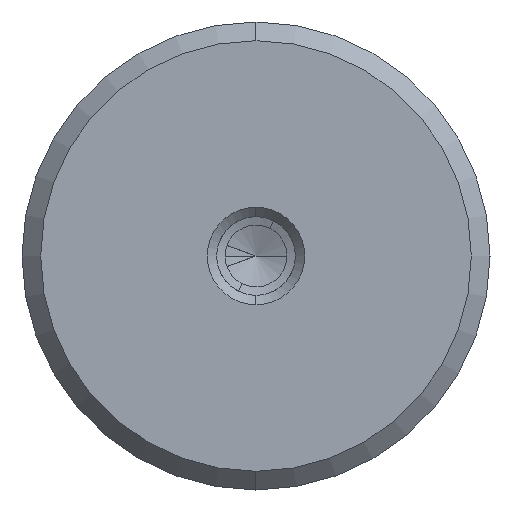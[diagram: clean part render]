
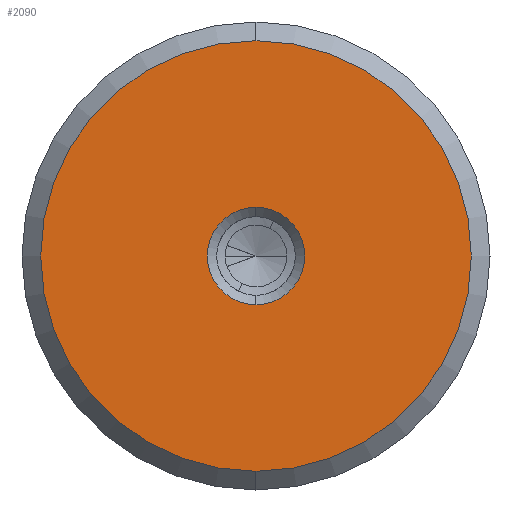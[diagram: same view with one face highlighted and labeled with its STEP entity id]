
A CAD part, left-side view. The second image highlights one B-rep face of the part: STEP entity #2090.
In plain terms, the highlighted planar face has unit normal (-1, 0, 0).
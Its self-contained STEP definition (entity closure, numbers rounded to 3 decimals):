
#139 = EDGE_LOOP ( 'NONE', ( #11479, #16575 ) ) ;
#545 = EDGE_CURVE ( 'NONE', #3653, #4763, #16215, .T. ) ;
#581 = CARTESIAN_POINT ( 'NONE',  ( 0., 0., 0. ) ) ;
#626 = DIRECTION ( 'NONE',  ( 0., 0., -1. ) ) ;
#1029 = EDGE_CURVE ( 'NONE', #18445, #2164, #1191, .T. ) ;
#1191 = CIRCLE ( 'NONE', #7521, 11.5 ) ;
#2090 = ADVANCED_FACE ( 'NONE', ( #8031, #3779 ), #14932, .F. ) ;
#2164 = VERTEX_POINT ( 'NONE', #18064 ) ;
#2177 = DIRECTION ( 'NONE',  ( 0., 0., 1. ) ) ;
#2454 = AXIS2_PLACEMENT_3D ( 'NONE', #18334, #19694, #16608 ) ;
#3653 = VERTEX_POINT ( 'NONE', #10328 ) ;
#3779 = FACE_OUTER_BOUND ( 'NONE', #139, .T. ) ;
#4297 = EDGE_CURVE ( 'NONE', #2164, #18445, #9967, .T. ) ;
#4763 = VERTEX_POINT ( 'NONE', #5098 ) ;
#4866 = AXIS2_PLACEMENT_3D ( 'NONE', #581, #11745, #2177 ) ;
#5098 = CARTESIAN_POINT ( 'NONE',  ( 0., 0., -2.6 ) ) ;
#6618 = AXIS2_PLACEMENT_3D ( 'NONE', #6986, #10183, #626 ) ;
#6940 = CARTESIAN_POINT ( 'NONE',  ( 0., 0., 0. ) ) ;
#6986 = CARTESIAN_POINT ( 'NONE',  ( 0., 2.6, 0. ) ) ;
#7521 = AXIS2_PLACEMENT_3D ( 'NONE', #20672, #19151, #20609 ) ;
#7668 = ORIENTED_EDGE ( 'NONE', *, *, #545, .F. ) ;
#8031 = FACE_BOUND ( 'NONE', #17939, .T. ) ;
#8526 = DIRECTION ( 'NONE',  ( 0., 0., 1. ) ) ;
#9967 = CIRCLE ( 'NONE', #16694, 11.5 ) ;
#10183 = DIRECTION ( 'NONE',  ( 1., 0., 0. ) ) ;
#10328 = CARTESIAN_POINT ( 'NONE',  ( 0., 0., 2.6 ) ) ;
#11479 = ORIENTED_EDGE ( 'NONE', *, *, #4297, .T. ) ;
#11536 = ORIENTED_EDGE ( 'NONE', *, *, #20674, .F. ) ;
#11745 = DIRECTION ( 'NONE',  ( -1., 0., 0. ) ) ;
#14932 = PLANE ( 'NONE',  #6618 ) ;
#16213 = CIRCLE ( 'NONE', #4866, 2.6 ) ;
#16215 = CIRCLE ( 'NONE', #2454, 2.6 ) ;
#16575 = ORIENTED_EDGE ( 'NONE', *, *, #1029, .T. ) ;
#16608 = DIRECTION ( 'NONE',  ( 0., 0., 1. ) ) ;
#16694 = AXIS2_PLACEMENT_3D ( 'NONE', #6940, #18161, #8526 ) ;
#17939 = EDGE_LOOP ( 'NONE', ( #7668, #11536 ) ) ;
#18064 = CARTESIAN_POINT ( 'NONE',  ( 0., 0., -11.5 ) ) ;
#18161 = DIRECTION ( 'NONE',  ( -1., 0., 0. ) ) ;
#18334 = CARTESIAN_POINT ( 'NONE',  ( 0., 0., 0. ) ) ;
#18445 = VERTEX_POINT ( 'NONE', #19250 ) ;
#19151 = DIRECTION ( 'NONE',  ( -1., 0., 0. ) ) ;
#19250 = CARTESIAN_POINT ( 'NONE',  ( 0., 0., 11.5 ) ) ;
#19694 = DIRECTION ( 'NONE',  ( -1., 0., 0. ) ) ;
#20609 = DIRECTION ( 'NONE',  ( 0., 0., 1. ) ) ;
#20672 = CARTESIAN_POINT ( 'NONE',  ( 0., 0., 0. ) ) ;
#20674 = EDGE_CURVE ( 'NONE', #4763, #3653, #16213, .T. ) ;
